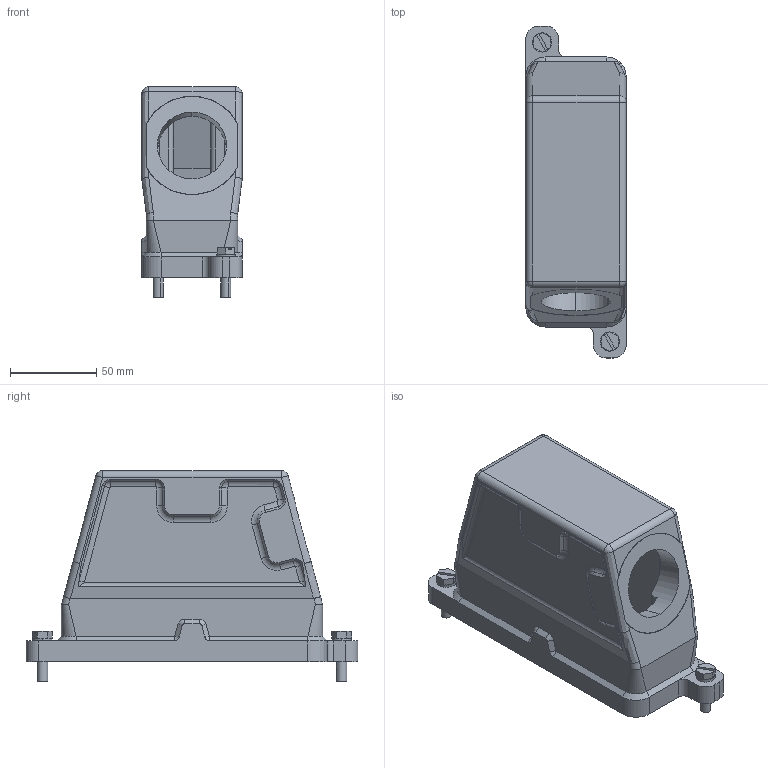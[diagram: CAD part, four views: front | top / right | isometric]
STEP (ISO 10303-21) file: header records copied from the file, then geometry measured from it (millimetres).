
FILE_DESCRIPTION(('Creo Elements/Direct Modeling STEP Export'),'2;1');
FILE_NAME('model.stp','2019-09-13T 9:12:59',(''),(''),'Creo Elements/Direct Modeling STEP processor for AP214 (Solid Model)','Creo Elements/Direct Modeling 20.1A 29-Sep-2018 (C) Parametric Technology GmbH','');
FILE_SCHEMA(('AUTOMOTIVE_DESIGN { 1 0 10303 214 1 1 1 1 }'));
Length unit declared in the file: millimetre
Products named in the file (2): HC-HPR-B24-HHWH-1STM40-EM-BK-select
Assembly tree (1 placements, depth 2):
  HC-HPR-B24-HHWH-1STM40-EM-BK-select
    HC-HPR-B24-HHWH-1STM40-EM-BK-select
Bounding box: 58 x 192 x 121.9 mm (x, y, z)
Volume: 241367.1 mm3; surface area: 98384.3 mm2
Topology: 1 solids, 1 shells, 336 faces, 860 edges, 529 vertices
Faces by surface type: plane 158, cylinder 104, cone 32, bspline 18, torus 16, sphere 8
Entity records: 18066 total; most frequent: CARTESIAN_POINT 7670, ORIENTED_EDGE 1704, DIRECTION 1520, EDGE_CURVE 852, AXIS2_PLACEMENT_3D 530, VERTEX_POINT 529, VECTOR 460, LINE 460
